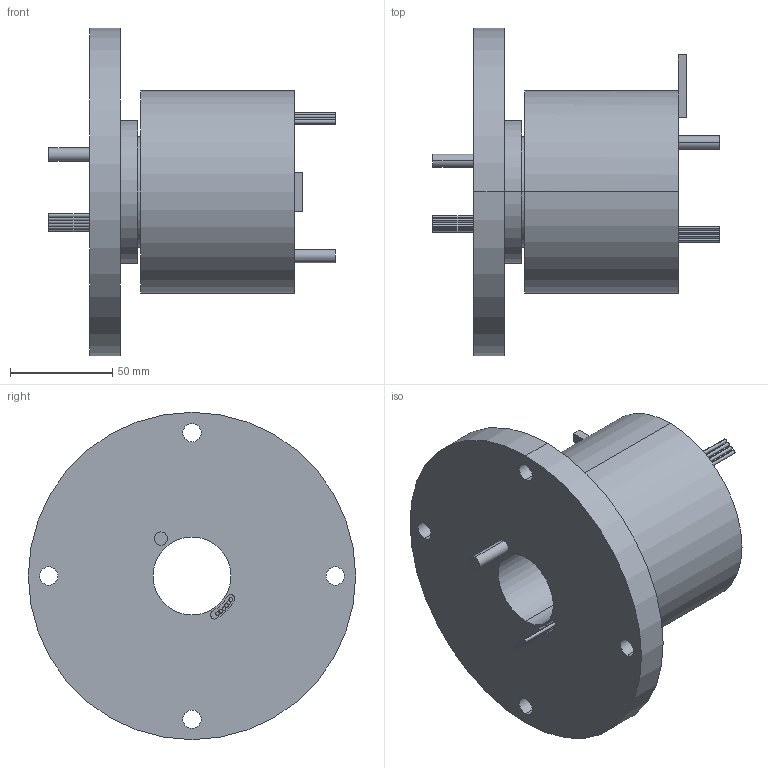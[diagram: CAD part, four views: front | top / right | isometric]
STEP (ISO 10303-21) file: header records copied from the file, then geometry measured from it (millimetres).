
FILE_DESCRIPTION (( 'STEP AP203' ), '1' );
FILE_NAME ('RX01228005.STEP', '2021-02-02T00:44:16', ( '微软用户' ), ( '微软中国' ), 'SwSTEP 2.0', 'SolidWorks 2014', '' );
FILE_SCHEMA (( 'CONFIG_CONTROL_DESIGN' ));
Length unit declared in the file: millimetre
Products named in the file (1): RX01228005
Bounding box: 140 x 160 x 160 mm (x, y, z)
Volume: 799700.8 mm3; surface area: 100044.5 mm2
Topology: 1 solids, 2 shells, 114 faces, 254 edges, 166 vertices
Faces by surface type: cylinder 69, plane 41, cone 4
Entity records: 3325 total; most frequent: DIRECTION 632, CARTESIAN_POINT 535, ORIENTED_EDGE 508, AXIS2_PLACEMENT_3D 263, EDGE_CURVE 254, VERTEX_POINT 166, EDGE_LOOP 148, CIRCLE 148
